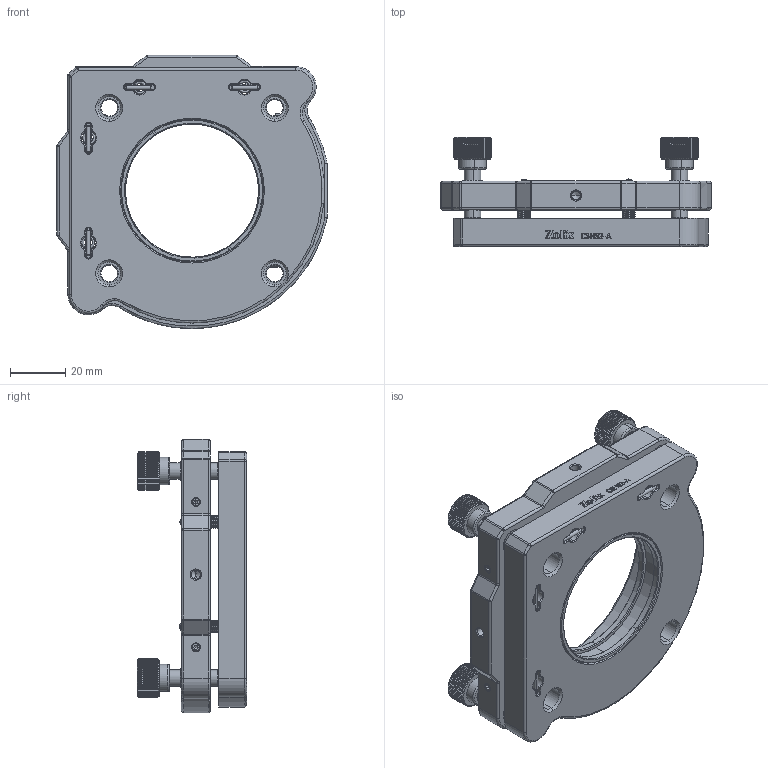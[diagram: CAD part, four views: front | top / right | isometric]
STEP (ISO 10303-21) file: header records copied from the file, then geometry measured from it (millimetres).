
FILE_DESCRIPTION (( 'STEP AP203' ), '1' );
FILE_NAME ('CSHS2-A.STEP', '2025-08-06T03:01:19', ( '' ), ( '' ), 'SwSTEP 2.0', 'SolidWorks 2020', '' );
FILE_SCHEMA (( 'CONFIG_CONTROL_DESIGN' ));
Length unit declared in the file: millimetre
Products named in the file (1): CSHS2-A
Bounding box: 98 x 39.69 x 99 mm (x, y, z)
Volume: 101498.9 mm3; surface area: 45203.8 mm2
Topology: 33 solids, 33 shells, 1720 faces, 4449 edges, 2793 vertices
Faces by surface type: plane 841, cylinder 440, cone 220, bspline 119, torus 74, sphere 26
Entity records: 70610 total; most frequent: CARTESIAN_POINT 30333, ORIENTED_EDGE 8762, DIRECTION 7819, EDGE_CURVE 4381, AXIS2_PLACEMENT_3D 2901, VERTEX_POINT 2787, LINE 2017, VECTOR 2017
